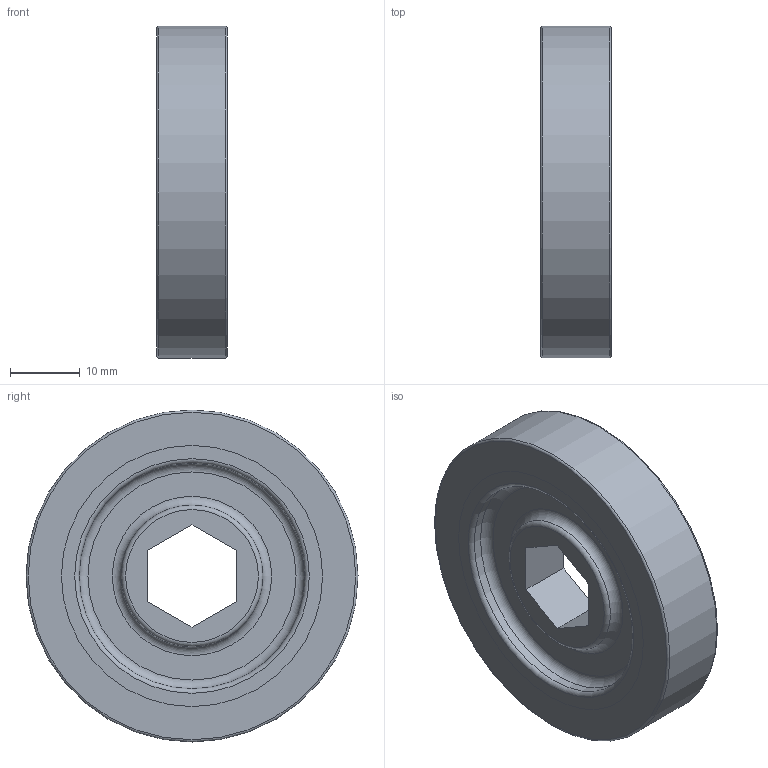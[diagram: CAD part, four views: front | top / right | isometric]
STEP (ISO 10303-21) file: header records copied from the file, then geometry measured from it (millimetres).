
FILE_DESCRIPTION( ( '' ), ' ' );
FILE_NAME( '5cf47b7e150cc2170c2b6d59.step', '2019-06-03T01:44:30', ( '' ), ( '' ), ' ', ' ', ' ' );
FILE_SCHEMA( ( 'AUTOMOTIVE_DESIGN { 1 0 10303 214 1 1 1 1 }' ) );
Length unit declared in the file: metre
Products named in the file (2): Part 2; Part 1
Bounding box: 10.16 x 47.62 x 47.62 mm (x, y, z)
Volume: 13119.1 mm3; surface area: 9547.1 mm2
Topology: 2 solids, 2 shells, 37 faces, 67 edges, 42 vertices
Faces by surface type: plane 18, torus 10, cylinder 9
Full cylindrical faces by diameter (mm): 32.385 x2, 37.465 x4, 42.545 x2, 47.625 x1
Entity records: 1142 total; most frequent: DIRECTION 156, CARTESIAN_POINT 129, ORIENTED_EDGE 96, AXIS2_PLACEMENT_3D 69, EDGE_LOOP 68, FACE_OUTER_BOUND 56, EDGE_CURVE 48, VERTEX_POINT 42
